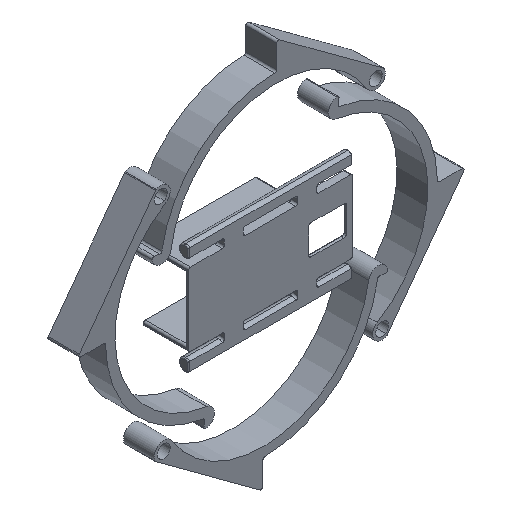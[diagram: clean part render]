
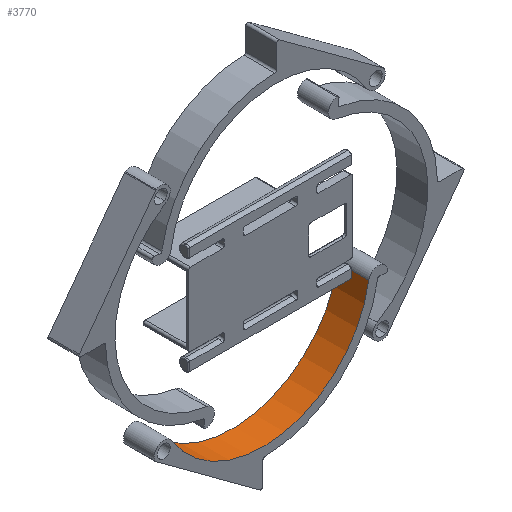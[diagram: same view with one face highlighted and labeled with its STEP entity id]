
A CAD part, isometric view. The second image highlights one B-rep face of the part: STEP entity #3770.
In plain terms, the highlighted cylindrical face has radius 45 mm (diameter 90 mm), a partial arc.
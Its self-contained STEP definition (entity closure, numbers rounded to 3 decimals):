
#5 = DIRECTION ( 'NONE',  ( 0., -1., 0. ) ) ;
#23 = DIRECTION ( 'NONE',  ( 0., 0., 1. ) ) ;
#81 = VECTOR ( 'NONE', #1203, 1000. ) ;
#240 = ORIENTED_EDGE ( 'NONE', *, *, #1618, .T. ) ;
#289 = LINE ( 'NONE', #4031, #81 ) ;
#330 = ORIENTED_EDGE ( 'NONE', *, *, #1591, .F. ) ;
#358 = AXIS2_PLACEMENT_3D ( 'NONE', #3471, #5, #23 ) ;
#497 = DIRECTION ( 'NONE',  ( 0., 0., -1. ) ) ;
#722 = DIRECTION ( 'NONE',  ( 0., -1., 0. ) ) ;
#777 = CARTESIAN_POINT ( 'NONE',  ( 0., 13., 0. ) ) ;
#803 = CIRCLE ( 'NONE', #2920, 45. ) ;
#1007 = CARTESIAN_POINT ( 'NONE',  ( 0., 13., -45. ) ) ;
#1136 = EDGE_LOOP ( 'NONE', ( #240, #1759, #330, #2741 ) ) ;
#1203 = DIRECTION ( 'NONE',  ( 0., -1., 0. ) ) ;
#1323 = LINE ( 'NONE', #1007, #1811 ) ;
#1418 = FACE_OUTER_BOUND ( 'NONE', #1136, .T. ) ;
#1533 = VERTEX_POINT ( 'NONE', #2803 ) ;
#1552 = DIRECTION ( 'NONE',  ( 0., 0., 1. ) ) ;
#1591 = EDGE_CURVE ( 'NONE', #1533, #2348, #803, .T. ) ;
#1618 = EDGE_CURVE ( 'NONE', #2014, #2080, #3828, .T. ) ;
#1759 = ORIENTED_EDGE ( 'NONE', *, *, #2785, .F. ) ;
#1811 = VECTOR ( 'NONE', #722, 1000. ) ;
#2014 = VERTEX_POINT ( 'NONE', #2837 ) ;
#2080 = VERTEX_POINT ( 'NONE', #2593 ) ;
#2148 = EDGE_CURVE ( 'NONE', #1533, #2014, #1323, .T. ) ;
#2212 = CARTESIAN_POINT ( 'NONE',  ( 0., 13., 0. ) ) ;
#2348 = VERTEX_POINT ( 'NONE', #3990 ) ;
#2470 = DIRECTION ( 'NONE',  ( 0., -1., 0. ) ) ;
#2593 = CARTESIAN_POINT ( 'NONE',  ( 28.925, 0., 34.472 ) ) ;
#2653 = AXIS2_PLACEMENT_3D ( 'NONE', #777, #3272, #497 ) ;
#2741 = ORIENTED_EDGE ( 'NONE', *, *, #2148, .T. ) ;
#2785 = EDGE_CURVE ( 'NONE', #2348, #2080, #289, .T. ) ;
#2803 = CARTESIAN_POINT ( 'NONE',  ( 0., 13., -45. ) ) ;
#2837 = CARTESIAN_POINT ( 'NONE',  ( 0., 0., -45. ) ) ;
#2920 = AXIS2_PLACEMENT_3D ( 'NONE', #2212, #2470, #1552 ) ;
#3272 = DIRECTION ( 'NONE',  ( 0., -1., 0. ) ) ;
#3471 = CARTESIAN_POINT ( 'NONE',  ( 0., 0., 0. ) ) ;
#3770 = ADVANCED_FACE ( 'NONE', ( #1418 ), #3905, .F. ) ;
#3828 = CIRCLE ( 'NONE', #358, 45. ) ;
#3905 = CYLINDRICAL_SURFACE ( 'NONE', #2653, 45. ) ;
#3990 = CARTESIAN_POINT ( 'NONE',  ( 28.925, 13., 34.472 ) ) ;
#4031 = CARTESIAN_POINT ( 'NONE',  ( 28.925, 13., 34.472 ) ) ;
